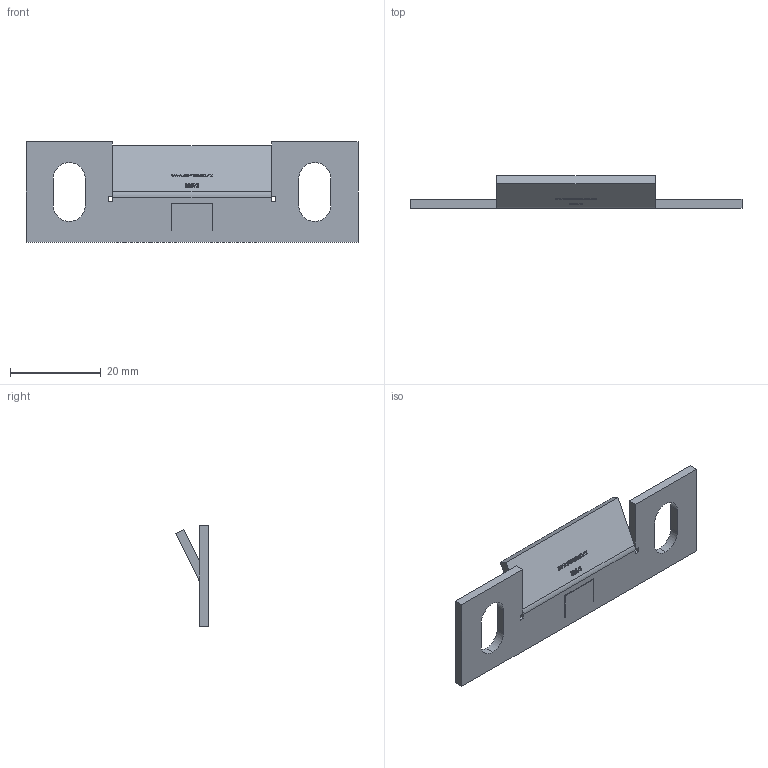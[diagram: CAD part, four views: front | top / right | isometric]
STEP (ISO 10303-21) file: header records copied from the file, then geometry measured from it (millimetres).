
FILE_DESCRIPTION (( 'STEP AP214' ), '1' );
FILE_NAME ('03673-Striker Plate Stainless Steel 22x73mm.STEP', '2018-09-24T00:30:23', ( '' ), ( '' ), 'SwSTEP 2.0', 'SolidWorks 2018', '' );
FILE_SCHEMA (( 'AUTOMOTIVE_DESIGN' ));
Length unit declared in the file: millimetre
Products named in the file (1): 03673-Striker Plate Stainless Steel 22x73mm
Bounding box: 73 x 7.14 x 22 mm (x, y, z)
Volume: 2874.5 mm3; surface area: 3605.7 mm2
Topology: 1 solids, 1 shells, 308 faces, 835 edges, 554 vertices
Faces by surface type: plane 182, bspline 118, cylinder 8
Entity records: 16261 total; most frequent: CARTESIAN_POINT 9248, ORIENTED_EDGE 1670, DIRECTION 997, EDGE_CURVE 835, VECTOR 583, LINE 583, VERTEX_POINT 554, EDGE_LOOP 339
